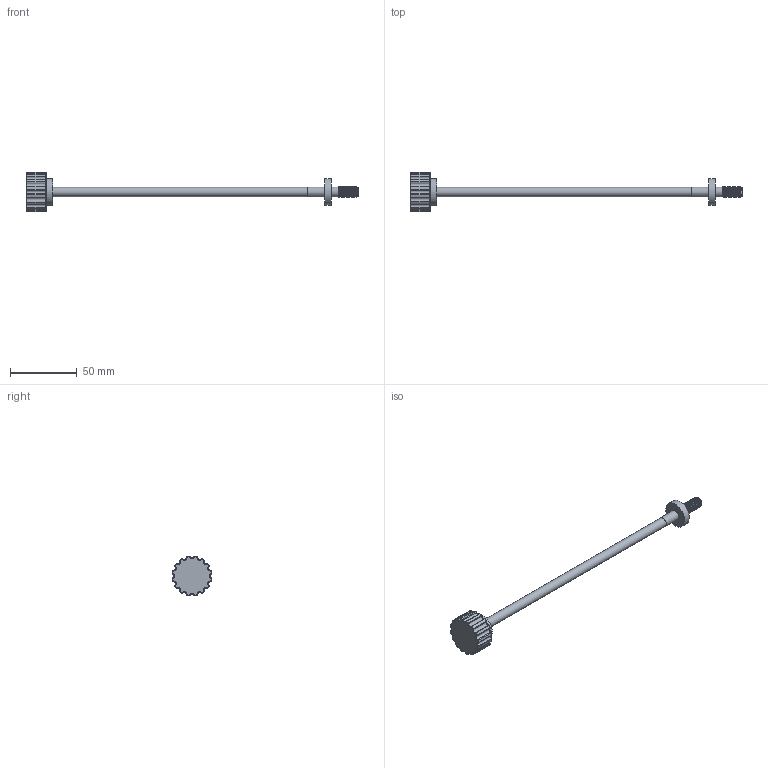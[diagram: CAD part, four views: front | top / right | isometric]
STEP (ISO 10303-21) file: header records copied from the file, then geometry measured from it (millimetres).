
FILE_DESCRIPTION(/* description */ (''),/* implementation_level */ '2;1');
FILE_NAME(/* name */ 'mri_rftransmitcoil_screw_ext.stp',/* time_stamp */ '2022-12-10T13:41:59+01:00',/* author */ ('Rik Ubaghs'),/* organization */ (''),/* preprocessor_version */ 'ST-DEVELOPER v18.1',/* originating_system */ 'Autodesk Inventor 2021',/* authorisation */ '');
FILE_SCHEMA (('AUTOMOTIVE_DESIGN { 1 0 10303 214 3 1 1 }'));
Length unit declared in the file: millimetre
Products named in the file (1): Peripherals_RFTransmitCoilScrew_ext
Bounding box: 249 x 29.75 x 29.75 mm (x, y, z)
Volume: 21649.7 mm3; surface area: 9342 mm2
Topology: 1 solids, 1 shells, 222 faces, 459 edges, 244 vertices
Faces by surface type: cylinder 81, sphere 64, torus 64, plane 9, bspline 3, cone 1
Full cylindrical faces by diameter (mm): 7 x1, 7.5 x2, 8 x10, 20 x2
Entity records: 13930 total; most frequent: CARTESIAN_POINT 8811, DIRECTION 1211, ORIENTED_EDGE 918, AXIS2_PLACEMENT_3D 565, EDGE_CURVE 459, CIRCLE 345, VERTEX_POINT 244, EDGE_LOOP 227
